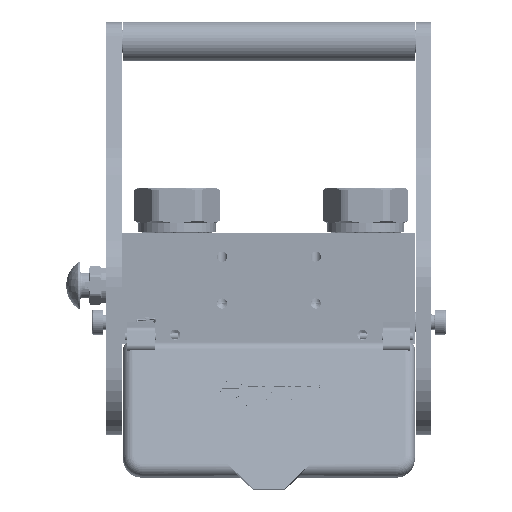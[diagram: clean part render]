
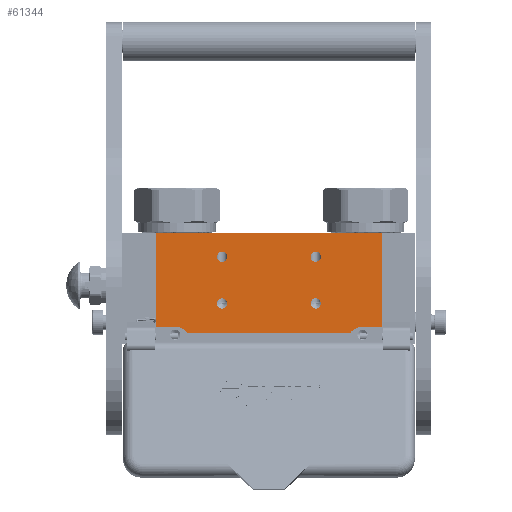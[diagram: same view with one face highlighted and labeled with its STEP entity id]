
A CAD part, left-side view. The second image highlights one B-rep face of the part: STEP entity #61344.
In plain terms, the highlighted face is planar.
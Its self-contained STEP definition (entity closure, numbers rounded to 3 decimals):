
#2756 = DIRECTION ( 'NONE',  ( 0., -1., 0. ) ) ;
#4838 = AXIS2_PLACEMENT_3D ( 'NONE', #77858, #133836, #44404 ) ;
#4905 = CARTESIAN_POINT ( 'NONE',  ( 21.3, 0., -108. ) ) ;
#5238 = CIRCLE ( 'NONE', #90182, 3.3 ) ;
#6121 = VERTEX_POINT ( 'NONE', #83884 ) ;
#6259 = FACE_BOUND ( 'NONE', #130674, .T. ) ;
#7541 = ORIENTED_EDGE ( 'NONE', *, *, #39230, .F. ) ;
#7668 = AXIS2_PLACEMENT_3D ( 'NONE', #60770, #118626, #15818 ) ;
#7833 = ORIENTED_EDGE ( 'NONE', *, *, #29261, .T. ) ;
#8015 = CARTESIAN_POINT ( 'NONE',  ( 34., 70., -108. ) ) ;
#9187 = CARTESIAN_POINT ( 'NONE',  ( 124., 45., -108. ) ) ;
#9852 = CARTESIAN_POINT ( 'NONE',  ( 21.3, 60., -108. ) ) ;
#10143 = DIRECTION ( 'NONE',  ( 0., -1., 0. ) ) ;
#13762 = DIRECTION ( 'NONE',  ( 0., -1., 0. ) ) ;
#14193 = CIRCLE ( 'NONE', #61317, 3.3 ) ;
#14594 = CARTESIAN_POINT ( 'NONE',  ( 124., 48.3, -108. ) ) ;
#15818 = DIRECTION ( 'NONE',  ( 0., -1., 0. ) ) ;
#17235 = LINE ( 'NONE', #121086, #92294 ) ;
#17306 = EDGE_CURVE ( 'NONE', #26440, #125763, #68405, .T. ) ;
#19323 = CIRCLE ( 'NONE', #74364, 3.3 ) ;
#19862 = VERTEX_POINT ( 'NONE', #14594 ) ;
#21070 = EDGE_CURVE ( 'NONE', #57548, #46746, #19323, .T. ) ;
#22793 = ORIENTED_EDGE ( 'NONE', *, *, #123469, .F. ) ;
#23534 = VERTEX_POINT ( 'NONE', #65881 ) ;
#23790 = LINE ( 'NONE', #141785, #75566 ) ;
#25047 = DIRECTION ( 'NONE',  ( -1., 0., 0. ) ) ;
#25260 = CARTESIAN_POINT ( 'NONE',  ( 124., 41.7, -108. ) ) ;
#26440 = VERTEX_POINT ( 'NONE', #117991 ) ;
#28283 = DIRECTION ( 'NONE',  ( 0., 1., 0. ) ) ;
#29261 = EDGE_CURVE ( 'NONE', #148089, #128841, #67369, .T. ) ;
#30730 = VECTOR ( 'NONE', #104256, 1000. ) ;
#31200 = EDGE_CURVE ( 'NONE', #139111, #6121, #79291, .T. ) ;
#32019 = EDGE_LOOP ( 'NONE', ( #7541, #53851 ) ) ;
#32443 = LINE ( 'NONE', #140190, #30730 ) ;
#33332 = AXIS2_PLACEMENT_3D ( 'NONE', #36001, #127389, #25047 ) ;
#33919 = CARTESIAN_POINT ( 'NONE',  ( 124., 18.3, -108. ) ) ;
#35119 = EDGE_CURVE ( 'NONE', #130184, #19862, #35228, .T. ) ;
#35228 = CIRCLE ( 'NONE', #66516, 3.3 ) ;
#36001 = CARTESIAN_POINT ( 'NONE',  ( 166.7, 0., -108. ) ) ;
#38344 = FACE_BOUND ( 'NONE', #111546, .T. ) ;
#39230 = EDGE_CURVE ( 'NONE', #96062, #106540, #48332, .T. ) ;
#39371 = EDGE_CURVE ( 'NONE', #46746, #57548, #14193, .T. ) ;
#39484 = ORIENTED_EDGE ( 'NONE', *, *, #35119, .F. ) ;
#39924 = DIRECTION ( 'NONE',  ( 0., 0., -1. ) ) ;
#40633 = EDGE_LOOP ( 'NONE', ( #146324, #100491, #117731, #7833, #135946, #22793, #148028, #43167 ) ) ;
#41105 = CARTESIAN_POINT ( 'NONE',  ( 124., 15., -108. ) ) ;
#43167 = ORIENTED_EDGE ( 'NONE', *, *, #90782, .F. ) ;
#44404 = DIRECTION ( 'NONE',  ( 0., 1., 0. ) ) ;
#44587 = CARTESIAN_POINT ( 'NONE',  ( 154., 60., -108. ) ) ;
#46194 = EDGE_CURVE ( 'NONE', #26440, #119803, #89153, .T. ) ;
#46746 = VERTEX_POINT ( 'NONE', #76273 ) ;
#46976 = CARTESIAN_POINT ( 'NONE',  ( 166.7, 60., -108. ) ) ;
#48272 = DIRECTION ( 'NONE',  ( 0., 0., -1. ) ) ;
#48332 = CIRCLE ( 'NONE', #132183, 3.3 ) ;
#50869 = CARTESIAN_POINT ( 'NONE',  ( 166.7, 0., -108. ) ) ;
#53851 = ORIENTED_EDGE ( 'NONE', *, *, #77241, .F. ) ;
#53973 = DIRECTION ( 'NONE',  ( 0., 0., -1. ) ) ;
#54948 = DIRECTION ( 'NONE',  ( 0.815, -0.58, 0. ) ) ;
#55134 = DIRECTION ( 'NONE',  ( 0., 0., -1. ) ) ;
#56940 = EDGE_CURVE ( 'NONE', #19862, #130184, #5238, .T. ) ;
#57548 = VERTEX_POINT ( 'NONE', #93456 ) ;
#57994 = FACE_OUTER_BOUND ( 'NONE', #40633, .T. ) ;
#58853 = CARTESIAN_POINT ( 'NONE',  ( 21.3, 60., -108. ) ) ;
#60770 = CARTESIAN_POINT ( 'NONE',  ( 154., 70., -108. ) ) ;
#61317 = AXIS2_PLACEMENT_3D ( 'NONE', #96627, #72626, #28283 ) ;
#61344 = ADVANCED_FACE ( 'NONE', ( #38344, #97374, #72267, #6259, #57994 ), #117280, .T. ) ;
#65633 = AXIS2_PLACEMENT_3D ( 'NONE', #8015, #53973, #54948 ) ;
#65881 = CARTESIAN_POINT ( 'NONE',  ( 42.146, 64.2, -108. ) ) ;
#66516 = AXIS2_PLACEMENT_3D ( 'NONE', #9187, #55134, #10143 ) ;
#67095 = CARTESIAN_POINT ( 'NONE',  ( 124., 45., -108. ) ) ;
#67369 = LINE ( 'NONE', #9852, #144253 ) ;
#67429 = CIRCLE ( 'NONE', #65633, 10. ) ;
#68405 = LINE ( 'NONE', #50869, #79183 ) ;
#72267 = FACE_BOUND ( 'NONE', #129069, .T. ) ;
#72626 = DIRECTION ( 'NONE',  ( 0., 0., -1. ) ) ;
#73234 = DIRECTION ( 'NONE',  ( 0., 1., 0. ) ) ;
#73261 = DIRECTION ( 'NONE',  ( -1., 0., 0. ) ) ;
#74364 = AXIS2_PLACEMENT_3D ( 'NONE', #93660, #115545, #13762 ) ;
#74366 = CARTESIAN_POINT ( 'NONE',  ( 64., 45., -108. ) ) ;
#75566 = VECTOR ( 'NONE', #73261, 1000. ) ;
#76138 = EDGE_CURVE ( 'NONE', #119803, #148089, #17235, .T. ) ;
#76273 = CARTESIAN_POINT ( 'NONE',  ( 64., 18.3, -108. ) ) ;
#77241 = EDGE_CURVE ( 'NONE', #106540, #96062, #111427, .T. ) ;
#77858 = CARTESIAN_POINT ( 'NONE',  ( 64., 45., -108. ) ) ;
#79183 = VECTOR ( 'NONE', #73234, 1000. ) ;
#79291 = CIRCLE ( 'NONE', #4838, 3.3 ) ;
#79862 = CARTESIAN_POINT ( 'NONE',  ( 34., 60., -108. ) ) ;
#80415 = CARTESIAN_POINT ( 'NONE',  ( 166.7, 0., -108. ) ) ;
#83884 = CARTESIAN_POINT ( 'NONE',  ( 64., 41.7, -108. ) ) ;
#87155 = DIRECTION ( 'NONE',  ( 0., 1., 0. ) ) ;
#88988 = AXIS2_PLACEMENT_3D ( 'NONE', #74366, #39924, #118325 ) ;
#89153 = LINE ( 'NONE', #80415, #90863 ) ;
#89730 = DIRECTION ( 'NONE',  ( 1., 0., 0. ) ) ;
#90182 = AXIS2_PLACEMENT_3D ( 'NONE', #67095, #111021, #111506 ) ;
#90782 = EDGE_CURVE ( 'NONE', #125763, #105783, #23790, .T. ) ;
#90863 = VECTOR ( 'NONE', #125863, 1000. ) ;
#92294 = VECTOR ( 'NONE', #87155, 1000. ) ;
#93456 = CARTESIAN_POINT ( 'NONE',  ( 64., 11.7, -108. ) ) ;
#93651 = EDGE_CURVE ( 'NONE', #23534, #128841, #67429, .T. ) ;
#93660 = CARTESIAN_POINT ( 'NONE',  ( 64., 15., -108. ) ) ;
#95255 = VERTEX_POINT ( 'NONE', #119237 ) ;
#96062 = VERTEX_POINT ( 'NONE', #145585 ) ;
#96627 = CARTESIAN_POINT ( 'NONE',  ( 64., 15., -108. ) ) ;
#97374 = FACE_BOUND ( 'NONE', #32019, .T. ) ;
#100491 = ORIENTED_EDGE ( 'NONE', *, *, #46194, .T. ) ;
#104256 = DIRECTION ( 'NONE',  ( -1., 0., 0. ) ) ;
#105783 = VERTEX_POINT ( 'NONE', #44587 ) ;
#106540 = VERTEX_POINT ( 'NONE', #33919 ) ;
#110457 = DIRECTION ( 'NONE',  ( 0., 0., -1. ) ) ;
#110747 = ORIENTED_EDGE ( 'NONE', *, *, #21070, .F. ) ;
#111021 = DIRECTION ( 'NONE',  ( 0., 0., -1. ) ) ;
#111427 = CIRCLE ( 'NONE', #140273, 3.3 ) ;
#111506 = DIRECTION ( 'NONE',  ( 0., 1., 0. ) ) ;
#111546 = EDGE_LOOP ( 'NONE', ( #39484, #137350 ) ) ;
#115079 = CARTESIAN_POINT ( 'NONE',  ( 124., 15., -108. ) ) ;
#115545 = DIRECTION ( 'NONE',  ( 0., 0., -1. ) ) ;
#116860 = EDGE_CURVE ( 'NONE', #6121, #139111, #146001, .T. ) ;
#117280 = PLANE ( 'NONE',  #33332 ) ;
#117731 = ORIENTED_EDGE ( 'NONE', *, *, #76138, .T. ) ;
#117991 = CARTESIAN_POINT ( 'NONE',  ( 166.7, 0., -108. ) ) ;
#118325 = DIRECTION ( 'NONE',  ( 0., -1., 0. ) ) ;
#118626 = DIRECTION ( 'NONE',  ( 0., 0., -1. ) ) ;
#119237 = CARTESIAN_POINT ( 'NONE',  ( 145.854, 64.2, -108. ) ) ;
#119803 = VERTEX_POINT ( 'NONE', #4905 ) ;
#121086 = CARTESIAN_POINT ( 'NONE',  ( 21.3, 0., -108. ) ) ;
#123469 = EDGE_CURVE ( 'NONE', #95255, #23534, #32443, .T. ) ;
#123661 = EDGE_CURVE ( 'NONE', #105783, #95255, #134308, .T. ) ;
#125763 = VERTEX_POINT ( 'NONE', #46976 ) ;
#125863 = DIRECTION ( 'NONE',  ( -1., 0., 0. ) ) ;
#127389 = DIRECTION ( 'NONE',  ( 0., 0., -1. ) ) ;
#128022 = ORIENTED_EDGE ( 'NONE', *, *, #39371, .F. ) ;
#128248 = CARTESIAN_POINT ( 'NONE',  ( 64., 48.3, -108. ) ) ;
#128841 = VERTEX_POINT ( 'NONE', #79862 ) ;
#129069 = EDGE_LOOP ( 'NONE', ( #140532, #138495 ) ) ;
#130184 = VERTEX_POINT ( 'NONE', #25260 ) ;
#130674 = EDGE_LOOP ( 'NONE', ( #110747, #128022 ) ) ;
#132029 = DIRECTION ( 'NONE',  ( 0., 1., 0. ) ) ;
#132183 = AXIS2_PLACEMENT_3D ( 'NONE', #115079, #48272, #2756 ) ;
#133836 = DIRECTION ( 'NONE',  ( 0., 0., -1. ) ) ;
#134308 = CIRCLE ( 'NONE', #7668, 10. ) ;
#135946 = ORIENTED_EDGE ( 'NONE', *, *, #93651, .F. ) ;
#137350 = ORIENTED_EDGE ( 'NONE', *, *, #56940, .F. ) ;
#138495 = ORIENTED_EDGE ( 'NONE', *, *, #31200, .F. ) ;
#139111 = VERTEX_POINT ( 'NONE', #128248 ) ;
#140190 = CARTESIAN_POINT ( 'NONE',  ( 145.854, 64.2, -108. ) ) ;
#140273 = AXIS2_PLACEMENT_3D ( 'NONE', #41105, #110457, #132029 ) ;
#140532 = ORIENTED_EDGE ( 'NONE', *, *, #116860, .F. ) ;
#141785 = CARTESIAN_POINT ( 'NONE',  ( 166.7, 60., -108. ) ) ;
#144253 = VECTOR ( 'NONE', #89730, 1000. ) ;
#145585 = CARTESIAN_POINT ( 'NONE',  ( 124., 11.7, -108. ) ) ;
#146001 = CIRCLE ( 'NONE', #88988, 3.3 ) ;
#146324 = ORIENTED_EDGE ( 'NONE', *, *, #17306, .F. ) ;
#148028 = ORIENTED_EDGE ( 'NONE', *, *, #123661, .F. ) ;
#148089 = VERTEX_POINT ( 'NONE', #58853 ) ;
